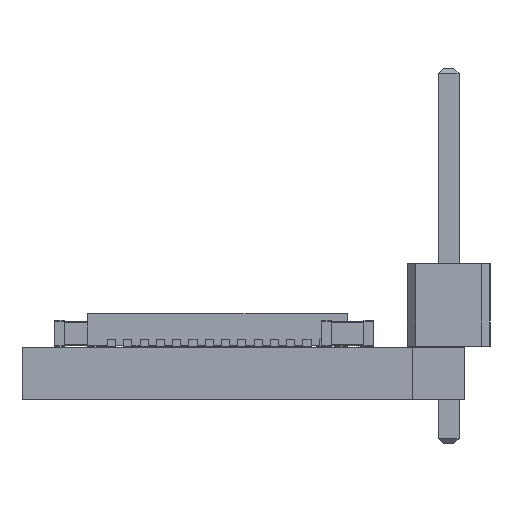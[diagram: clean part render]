
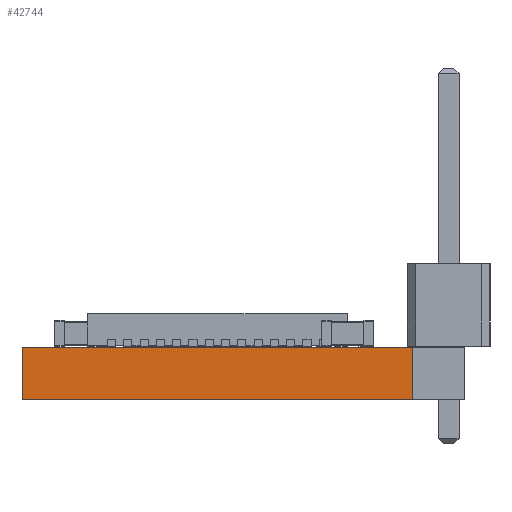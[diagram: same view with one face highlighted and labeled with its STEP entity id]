
A CAD part, left-side view. The second image highlights one B-rep face of the part: STEP entity #42744.
In plain terms, the highlighted planar face has unit normal (-1, 0, 0).
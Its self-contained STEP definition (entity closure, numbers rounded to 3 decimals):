
#42628 = EDGE_CURVE('',#42629,#42631,#42633,.T.);
#42629 = VERTEX_POINT('',#42630);
#42630 = CARTESIAN_POINT('',(-10.75,6.,0.));
#42631 = VERTEX_POINT('',#42632);
#42632 = CARTESIAN_POINT('',(-10.75,6.,1.6));
#42633 = SURFACE_CURVE('',#42634,(#42638,#42650),.PCURVE_S1.);
#42634 = LINE('',#42635,#42636);
#42635 = CARTESIAN_POINT('',(-10.75,6.,0.));
#42636 = VECTOR('',#42637,1.);
#42637 = DIRECTION('',(0.,0.,1.));
#42638 = PCURVE('',#42639,#42644);
#42639 = PLANE('',#42640);
#42640 = AXIS2_PLACEMENT_3D('',#42641,#42642,#42643);
#42641 = CARTESIAN_POINT('',(-10.75,6.,0.));
#42642 = DIRECTION('',(0.,1.,0.));
#42643 = DIRECTION('',(1.,0.,0.));
#42644 = DEFINITIONAL_REPRESENTATION('',(#42645),#42649);
#42645 = LINE('',#42646,#42647);
#42646 = CARTESIAN_POINT('',(0.,0.));
#42647 = VECTOR('',#42648,1.);
#42648 = DIRECTION('',(0.,-1.));
#42649 = ( GEOMETRIC_REPRESENTATION_CONTEXT(2) 
PARAMETRIC_REPRESENTATION_CONTEXT() REPRESENTATION_CONTEXT('2D SPACE',''
  ) );
#42650 = PCURVE('',#42651,#42656);
#42651 = PLANE('',#42652);
#42652 = AXIS2_PLACEMENT_3D('',#42653,#42654,#42655);
#42653 = CARTESIAN_POINT('',(-10.75,-6.,0.));
#42654 = DIRECTION('',(-1.,0.,0.));
#42655 = DIRECTION('',(0.,1.,0.));
#42656 = DEFINITIONAL_REPRESENTATION('',(#42657),#42661);
#42657 = LINE('',#42658,#42659);
#42658 = CARTESIAN_POINT('',(12.,0.));
#42659 = VECTOR('',#42660,1.);
#42660 = DIRECTION('',(0.,-1.));
#42661 = ( GEOMETRIC_REPRESENTATION_CONTEXT(2) 
PARAMETRIC_REPRESENTATION_CONTEXT() REPRESENTATION_CONTEXT('2D SPACE',''
  ) );
#42679 = PLANE('',#42680);
#42680 = AXIS2_PLACEMENT_3D('',#42681,#42682,#42683);
#42681 = CARTESIAN_POINT('',(5.767,-0.748,1.6));
#42682 = DIRECTION('',(-0.,-0.,-1.));
#42683 = DIRECTION('',(-1.,0.,0.));
#42733 = PLANE('',#42734);
#42734 = AXIS2_PLACEMENT_3D('',#42735,#42736,#42737);
#42735 = CARTESIAN_POINT('',(5.767,-0.748,0.));
#42736 = DIRECTION('',(-0.,-0.,-1.));
#42737 = DIRECTION('',(-1.,0.,0.));
#42744 = ADVANCED_FACE('',(#42745),#42651,.T.);
#42745 = FACE_BOUND('',#42746,.T.);
#42746 = EDGE_LOOP('',(#42747,#42777,#42798,#42799));
#42747 = ORIENTED_EDGE('',*,*,#42748,.T.);
#42748 = EDGE_CURVE('',#42749,#42751,#42753,.T.);
#42749 = VERTEX_POINT('',#42750);
#42750 = CARTESIAN_POINT('',(-10.75,-6.,0.));
#42751 = VERTEX_POINT('',#42752);
#42752 = CARTESIAN_POINT('',(-10.75,-6.,1.6));
#42753 = SURFACE_CURVE('',#42754,(#42758,#42765),.PCURVE_S1.);
#42754 = LINE('',#42755,#42756);
#42755 = CARTESIAN_POINT('',(-10.75,-6.,0.));
#42756 = VECTOR('',#42757,1.);
#42757 = DIRECTION('',(0.,0.,1.));
#42758 = PCURVE('',#42651,#42759);
#42759 = DEFINITIONAL_REPRESENTATION('',(#42760),#42764);
#42760 = LINE('',#42761,#42762);
#42761 = CARTESIAN_POINT('',(0.,0.));
#42762 = VECTOR('',#42763,1.);
#42763 = DIRECTION('',(0.,-1.));
#42764 = ( GEOMETRIC_REPRESENTATION_CONTEXT(2) 
PARAMETRIC_REPRESENTATION_CONTEXT() REPRESENTATION_CONTEXT('2D SPACE',''
  ) );
#42765 = PCURVE('',#42766,#42771);
#42766 = PLANE('',#42767);
#42767 = AXIS2_PLACEMENT_3D('',#42768,#42769,#42770);
#42768 = CARTESIAN_POINT('',(-8.75,-6.,0.));
#42769 = DIRECTION('',(0.,-1.,0.));
#42770 = DIRECTION('',(-1.,0.,0.));
#42771 = DEFINITIONAL_REPRESENTATION('',(#42772),#42776);
#42772 = LINE('',#42773,#42774);
#42773 = CARTESIAN_POINT('',(2.,0.));
#42774 = VECTOR('',#42775,1.);
#42775 = DIRECTION('',(0.,-1.));
#42776 = ( GEOMETRIC_REPRESENTATION_CONTEXT(2) 
PARAMETRIC_REPRESENTATION_CONTEXT() REPRESENTATION_CONTEXT('2D SPACE',''
  ) );
#42777 = ORIENTED_EDGE('',*,*,#42778,.T.);
#42778 = EDGE_CURVE('',#42751,#42631,#42779,.T.);
#42779 = SURFACE_CURVE('',#42780,(#42784,#42791),.PCURVE_S1.);
#42780 = LINE('',#42781,#42782);
#42781 = CARTESIAN_POINT('',(-10.75,-6.,1.6));
#42782 = VECTOR('',#42783,1.);
#42783 = DIRECTION('',(0.,1.,0.));
#42784 = PCURVE('',#42651,#42785);
#42785 = DEFINITIONAL_REPRESENTATION('',(#42786),#42790);
#42786 = LINE('',#42787,#42788);
#42787 = CARTESIAN_POINT('',(0.,-1.6));
#42788 = VECTOR('',#42789,1.);
#42789 = DIRECTION('',(1.,0.));
#42790 = ( GEOMETRIC_REPRESENTATION_CONTEXT(2) 
PARAMETRIC_REPRESENTATION_CONTEXT() REPRESENTATION_CONTEXT('2D SPACE',''
  ) );
#42791 = PCURVE('',#42679,#42792);
#42792 = DEFINITIONAL_REPRESENTATION('',(#42793),#42797);
#42793 = LINE('',#42794,#42795);
#42794 = CARTESIAN_POINT('',(16.517,-5.252));
#42795 = VECTOR('',#42796,1.);
#42796 = DIRECTION('',(0.,1.));
#42797 = ( GEOMETRIC_REPRESENTATION_CONTEXT(2) 
PARAMETRIC_REPRESENTATION_CONTEXT() REPRESENTATION_CONTEXT('2D SPACE',''
  ) );
#42798 = ORIENTED_EDGE('',*,*,#42628,.F.);
#42799 = ORIENTED_EDGE('',*,*,#42800,.F.);
#42800 = EDGE_CURVE('',#42749,#42629,#42801,.T.);
#42801 = SURFACE_CURVE('',#42802,(#42806,#42813),.PCURVE_S1.);
#42802 = LINE('',#42803,#42804);
#42803 = CARTESIAN_POINT('',(-10.75,-6.,0.));
#42804 = VECTOR('',#42805,1.);
#42805 = DIRECTION('',(0.,1.,0.));
#42806 = PCURVE('',#42651,#42807);
#42807 = DEFINITIONAL_REPRESENTATION('',(#42808),#42812);
#42808 = LINE('',#42809,#42810);
#42809 = CARTESIAN_POINT('',(0.,0.));
#42810 = VECTOR('',#42811,1.);
#42811 = DIRECTION('',(1.,0.));
#42812 = ( GEOMETRIC_REPRESENTATION_CONTEXT(2) 
PARAMETRIC_REPRESENTATION_CONTEXT() REPRESENTATION_CONTEXT('2D SPACE',''
  ) );
#42813 = PCURVE('',#42733,#42814);
#42814 = DEFINITIONAL_REPRESENTATION('',(#42815),#42819);
#42815 = LINE('',#42816,#42817);
#42816 = CARTESIAN_POINT('',(16.517,-5.252));
#42817 = VECTOR('',#42818,1.);
#42818 = DIRECTION('',(0.,1.));
#42819 = ( GEOMETRIC_REPRESENTATION_CONTEXT(2) 
PARAMETRIC_REPRESENTATION_CONTEXT() REPRESENTATION_CONTEXT('2D SPACE',''
  ) );
